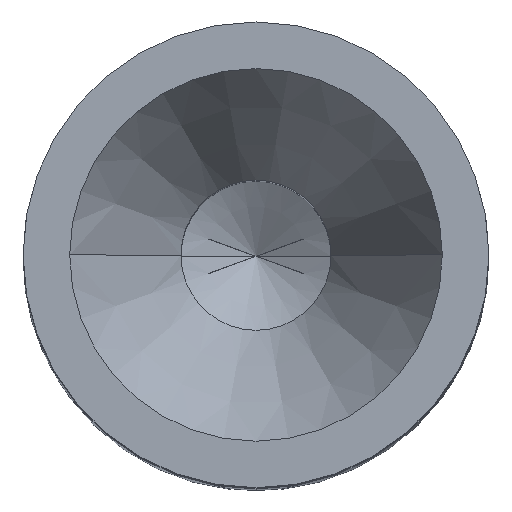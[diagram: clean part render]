
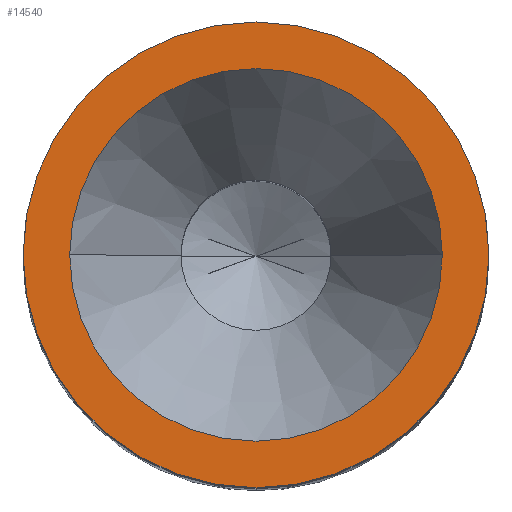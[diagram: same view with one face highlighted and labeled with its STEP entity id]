
A CAD part, top view. The second image highlights one B-rep face of the part: STEP entity #14540.
In plain terms, the highlighted face is planar.
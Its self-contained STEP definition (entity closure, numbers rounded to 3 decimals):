
#14190=CARTESIAN_POINT('',(35.513,104.707,0.));
#14200=DIRECTION('',(-0.,-1.,-0.));
#14210=DIRECTION('',(-1.,0.,0.));
#14220=AXIS2_PLACEMENT_3D('',#14190,#14200,#14210);
#14230=PLANE('',#14220);
#14240=CARTESIAN_POINT('',(33.588,104.707,0.));
#14250=DIRECTION('',(0.,1.,0.));
#14260=DIRECTION('',(1.,0.,0.));
#14270=AXIS2_PLACEMENT_3D('',#14240,#14250,#14260);
#14280=CIRCLE('',#14270,1.8);
#14290=CARTESIAN_POINT('',(31.788,104.707,0.));
#14300=VERTEX_POINT('',#14290);
#14310=CARTESIAN_POINT('',(35.388,104.707,0.));
#14320=VERTEX_POINT('',#14310);
#14330=EDGE_CURVE('',#14300,#14320,#14280,.T.);
#14340=ORIENTED_EDGE('',*,*,#14330,.F.);
#14350=EDGE_CURVE('',#14320,#14300,#14280,.T.);
#14360=ORIENTED_EDGE('',*,*,#14350,.F.);
#14370=EDGE_LOOP('',(#14360,#14340));
#14380=FACE_BOUND('',#14370,.T.);
#14390=CARTESIAN_POINT('',(33.588,104.707,0.));
#14400=DIRECTION('',(0.,1.,0.));
#14410=DIRECTION('',(1.,0.,0.));
#14420=AXIS2_PLACEMENT_3D('',#14390,#14400,#14410);
#14430=CIRCLE('',#14420,2.25);
#14440=CARTESIAN_POINT('',(35.838,104.707,0.));
#14450=VERTEX_POINT('',#14440);
#14460=CARTESIAN_POINT('',(31.338,104.707,0.));
#14470=VERTEX_POINT('',#14460);
#14480=EDGE_CURVE('',#14450,#14470,#14430,.T.);
#14490=ORIENTED_EDGE('',*,*,#14480,.T.);
#14500=EDGE_CURVE('',#14470,#14450,#14430,.T.);
#14510=ORIENTED_EDGE('',*,*,#14500,.T.);
#14520=EDGE_LOOP('',(#14510,#14490));
#14530=FACE_OUTER_BOUND('',#14520,.T.);
#14540=ADVANCED_FACE('',(#14380,#14530),#14230,.F.);
